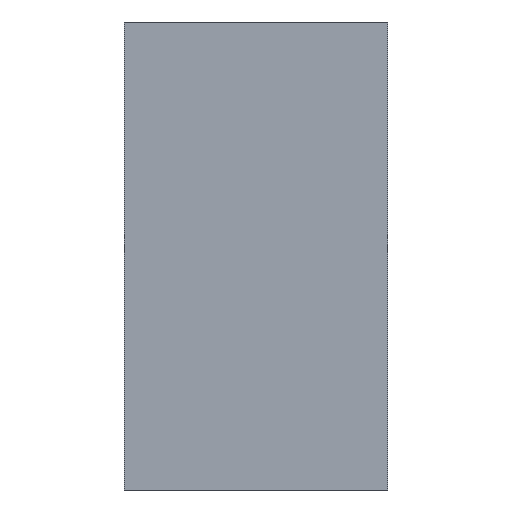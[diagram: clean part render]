
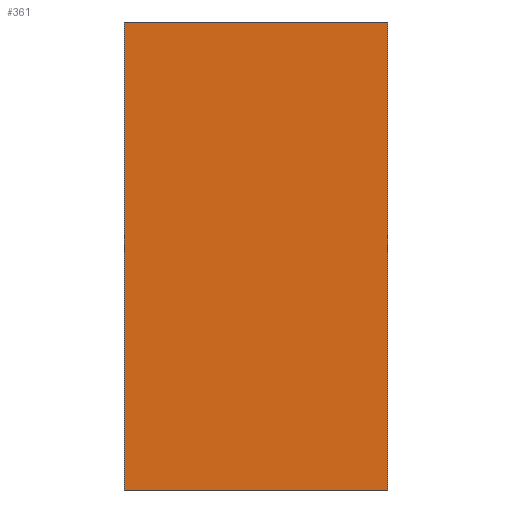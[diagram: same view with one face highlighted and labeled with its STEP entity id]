
A CAD part, left-side view. The second image highlights one B-rep face of the part: STEP entity #361.
In plain terms, the highlighted planar face has unit normal (-1, 0, 0).
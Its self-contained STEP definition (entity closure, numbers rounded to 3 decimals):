
#25 = EDGE_CURVE ( 'NONE', #477, #167, #304, .T. ) ;
#30 = DIRECTION ( 'NONE',  ( 0., -1., 0. ) ) ;
#33 = CARTESIAN_POINT ( 'NONE',  ( -1.6, 0., 0.8 ) ) ;
#111 = DIRECTION ( 'NONE',  ( 0., -1., 0. ) ) ;
#167 = VERTEX_POINT ( 'NONE', #363 ) ;
#168 = CARTESIAN_POINT ( 'NONE',  ( -1.6, 0., 0.8 ) ) ;
#176 = DIRECTION ( 'NONE',  ( 0., 0., -1. ) ) ;
#184 = LINE ( 'NONE', #618, #302 ) ;
#208 = ORIENTED_EDGE ( 'NONE', *, *, #25, .T. ) ;
#212 = CARTESIAN_POINT ( 'NONE',  ( -1.6, 0., 0.8 ) ) ;
#232 = FACE_OUTER_BOUND ( 'NONE', #500, .T. ) ;
#246 = PLANE ( 'NONE',  #264 ) ;
#247 = CARTESIAN_POINT ( 'NONE',  ( -1.6, 0.9, 0.8 ) ) ;
#255 = ORIENTED_EDGE ( 'NONE', *, *, #403, .T. ) ;
#262 = CARTESIAN_POINT ( 'NONE',  ( -1.6, 0.9, 0.8 ) ) ;
#264 = AXIS2_PLACEMENT_3D ( 'NONE', #33, #680, #610 ) ;
#302 = VECTOR ( 'NONE', #111, 1000. ) ;
#304 = LINE ( 'NONE', #247, #483 ) ;
#316 = ORIENTED_EDGE ( 'NONE', *, *, #445, .F. ) ;
#361 = ADVANCED_FACE ( 'NONE', ( #232 ), #246, .F. ) ;
#363 = CARTESIAN_POINT ( 'NONE',  ( -1.6, 0.9, -0.8 ) ) ;
#403 = EDGE_CURVE ( 'NONE', #167, #569, #470, .T. ) ;
#445 = EDGE_CURVE ( 'NONE', #477, #672, #184, .T. ) ;
#470 = LINE ( 'NONE', #833, #566 ) ;
#477 = VERTEX_POINT ( 'NONE', #262 ) ;
#483 = VECTOR ( 'NONE', #176, 1000. ) ;
#500 = EDGE_LOOP ( 'NONE', ( #255, #553, #316, #208 ) ) ;
#553 = ORIENTED_EDGE ( 'NONE', *, *, #883, .F. ) ;
#566 = VECTOR ( 'NONE', #30, 1000. ) ;
#569 = VERTEX_POINT ( 'NONE', #769 ) ;
#610 = DIRECTION ( 'NONE',  ( 0., 0., -1. ) ) ;
#611 = VECTOR ( 'NONE', #740, 1000. ) ;
#618 = CARTESIAN_POINT ( 'NONE',  ( -1.6, 0., 0.8 ) ) ;
#672 = VERTEX_POINT ( 'NONE', #212 ) ;
#680 = DIRECTION ( 'NONE',  ( 1., 0., 0. ) ) ;
#740 = DIRECTION ( 'NONE',  ( 0., 0., -1. ) ) ;
#769 = CARTESIAN_POINT ( 'NONE',  ( -1.6, 0., -0.8 ) ) ;
#833 = CARTESIAN_POINT ( 'NONE',  ( -1.6, 0., -0.8 ) ) ;
#883 = EDGE_CURVE ( 'NONE', #672, #569, #939, .T. ) ;
#939 = LINE ( 'NONE', #168, #611 ) ;
